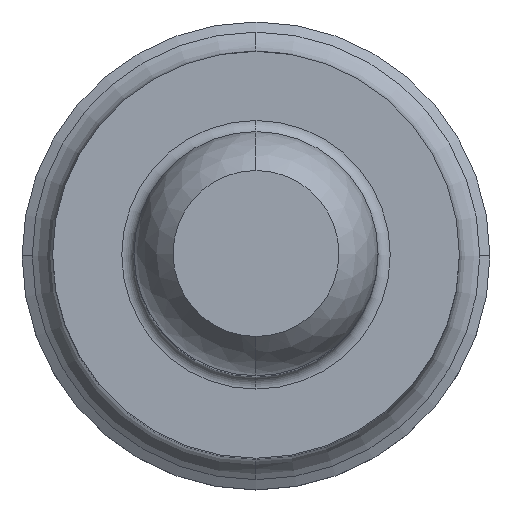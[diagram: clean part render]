
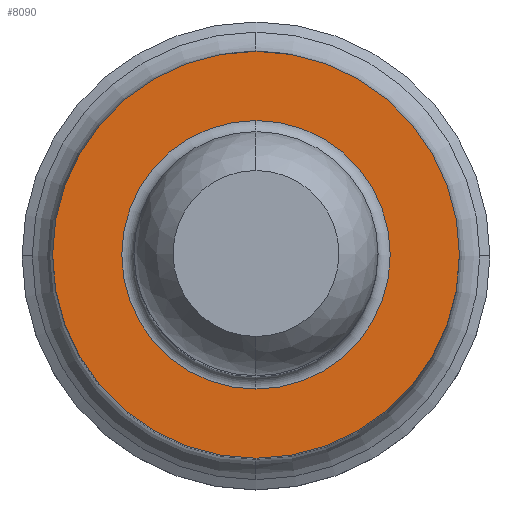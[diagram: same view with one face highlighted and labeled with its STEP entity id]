
A CAD part, top view. The second image highlights one B-rep face of the part: STEP entity #8090.
In plain terms, the highlighted planar face has unit normal (0, 0, 1).
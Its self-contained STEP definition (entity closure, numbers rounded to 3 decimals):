
#1580=CARTESIAN_POINT('',(-0.032,14.234,17.));
#1590=VERTEX_POINT('',#1580);
#1620=CARTESIAN_POINT('',(4.968,14.234,17.));
#1630=DIRECTION('',(0.,0.,1.));
#1640=DIRECTION('',(0.,1.,0.));
#1650=AXIS2_PLACEMENT_3D('',#1620,#1630,#1640);
#1660=CIRCLE('',#1650,5.);
#1670=CARTESIAN_POINT('',(9.968,14.234,17.));
#1680=VERTEX_POINT('',#1670);
#1690=EDGE_CURVE('',#1590,#1680,#1660,.T.);
#2050=CARTESIAN_POINT('',(4.968,17.534,17.));
#2060=VERTEX_POINT('',#2050);
#2090=CARTESIAN_POINT('',(4.968,14.234,17.));
#2100=DIRECTION('',(0.,0.,-1.));
#2110=DIRECTION('',(0.,-1.,0.));
#2120=AXIS2_PLACEMENT_3D('',#2090,#2100,#2110);
#2130=CIRCLE('',#2120,3.3);
#2140=CARTESIAN_POINT('',(4.968,10.934,17.));
#2150=VERTEX_POINT('',#2140);
#2160=EDGE_CURVE('',#2060,#2150,#2130,.T.);
#7900=CARTESIAN_POINT('',(4.968,9.075,17.));
#7910=DIRECTION('',(0.,0.,-1.));
#7920=DIRECTION('',(0.,-1.,0.));
#7930=AXIS2_PLACEMENT_3D('',#7900,#7910,#7920);
#7940=PLANE('',#7930);
#7950=EDGE_CURVE('',#2150,#2060,#2130,.T.);
#7960=ORIENTED_EDGE('',*,*,#7950,.T.);
#7970=ORIENTED_EDGE('',*,*,#2160,.T.);
#7980=EDGE_LOOP('',(#7970,#7960));
#7990=FACE_BOUND('',#7980,.T.);
#8000=ORIENTED_EDGE('',*,*,#1690,.T.);
#8010=CARTESIAN_POINT('',(4.968,19.234,17.));
#8020=VERTEX_POINT('',#8010);
#8030=EDGE_CURVE('',#8020,#1590,#1660,.T.);
#8040=ORIENTED_EDGE('',*,*,#8030,.T.);
#8050=EDGE_CURVE('',#1680,#8020,#1660,.T.);
#8060=ORIENTED_EDGE('',*,*,#8050,.T.);
#8070=EDGE_LOOP('',(#8060,#8040,#8000));
#8080=FACE_OUTER_BOUND('',#8070,.T.);
#8090=ADVANCED_FACE('',(#7990,#8080),#7940,.F.);
